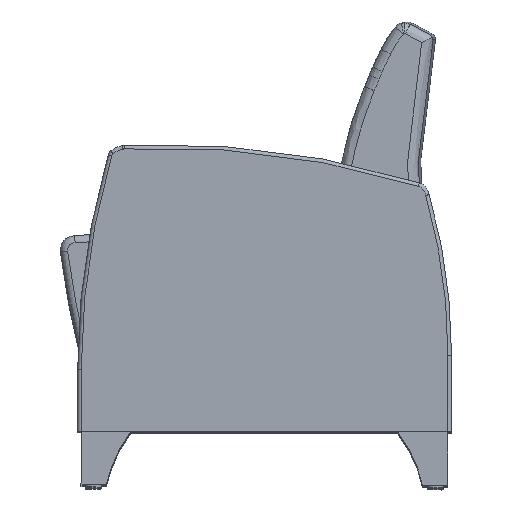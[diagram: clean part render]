
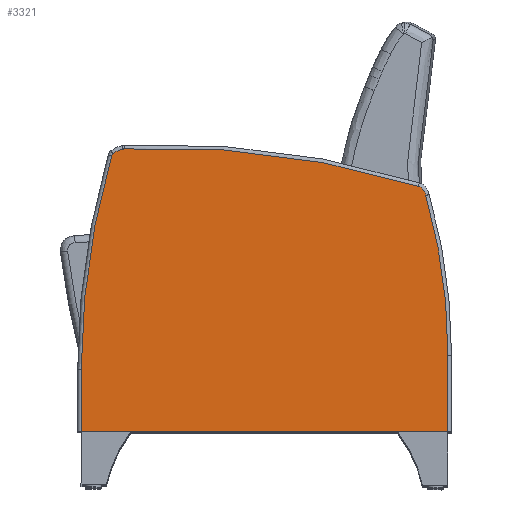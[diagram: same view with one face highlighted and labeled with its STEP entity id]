
A CAD part, top view. The second image highlights one B-rep face of the part: STEP entity #3321.
In plain terms, the highlighted planar face has unit normal (0, 0, 1).
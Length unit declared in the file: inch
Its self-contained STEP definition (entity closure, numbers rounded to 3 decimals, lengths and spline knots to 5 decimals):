
#489=LINE('',#8608,#593);
#491=LINE('',#8654,#595);
#507=LINE('',#8778,#611);
#593=VECTOR('',#4534,0.3937);
#595=VECTOR('',#4572,0.3937);
#611=VECTOR('',#4674,0.3937);
#662=PLANE('',#3766);
#884=FACE_OUTER_BOUND('',#1106,.T.);
#1106=EDGE_LOOP('',(#3066,#3067,#3068,#3069,#3070,#3071,#3072,#3073,#3074,
#3075));
#1290=CIRCLE('',#3697,0.25);
#1294=CIRCLE('',#3702,53.84447);
#1298=CIRCLE('',#3708,1.61874);
#1301=CIRCLE('',#3712,0.75);
#1304=CIRCLE('',#3716,59.75);
#1306=CIRCLE('',#3719,0.75);
#1309=CIRCLE('',#3724,40.58554);
#1587=VERTEX_POINT('',#8569);
#1588=VERTEX_POINT('',#8570);
#1592=VERTEX_POINT('',#8591);
#1594=VERTEX_POINT('',#8606);
#1595=VERTEX_POINT('',#8610);
#1597=VERTEX_POINT('',#8616);
#1599=VERTEX_POINT('',#8622);
#1602=VERTEX_POINT('',#8630);
#1603=VERTEX_POINT('',#8647);
#1606=VERTEX_POINT('',#8652);
#2042=EDGE_CURVE('',#1587,#1588,#1290,.T.);
#2048=EDGE_CURVE('',#1592,#1587,#1294,.T.);
#2051=EDGE_CURVE('',#1594,#1592,#489,.T.);
#2054=EDGE_CURVE('',#1588,#1595,#1298,.T.);
#2057=EDGE_CURVE('',#1595,#1597,#1301,.T.);
#2060=EDGE_CURVE('',#1597,#1599,#1304,.T.);
#2062=EDGE_CURVE('',#1599,#1602,#1306,.T.);
#2067=EDGE_CURVE('',#1606,#1603,#491,.T.);
#2068=EDGE_CURVE('',#1602,#1606,#1309,.T.);
#2109=EDGE_CURVE('',#1603,#1594,#507,.T.);
#3066=ORIENTED_EDGE('',*,*,#2051,.F.);
#3067=ORIENTED_EDGE('',*,*,#2109,.F.);
#3068=ORIENTED_EDGE('',*,*,#2067,.F.);
#3069=ORIENTED_EDGE('',*,*,#2068,.F.);
#3070=ORIENTED_EDGE('',*,*,#2062,.F.);
#3071=ORIENTED_EDGE('',*,*,#2060,.F.);
#3072=ORIENTED_EDGE('',*,*,#2057,.F.);
#3073=ORIENTED_EDGE('',*,*,#2054,.F.);
#3074=ORIENTED_EDGE('',*,*,#2042,.F.);
#3075=ORIENTED_EDGE('',*,*,#2048,.F.);
#3321=ADVANCED_FACE('',(#884),#662,.T.);
#3697=AXIS2_PLACEMENT_3D('',#8571,#4517,#4518);
#3702=AXIS2_PLACEMENT_3D('',#8602,#4527,#4528);
#3708=AXIS2_PLACEMENT_3D('',#8614,#4541,#4542);
#3712=AXIS2_PLACEMENT_3D('',#8620,#4549,#4550);
#3716=AXIS2_PLACEMENT_3D('',#8626,#4557,#4558);
#3719=AXIS2_PLACEMENT_3D('',#8631,#4563,#4564);
#3724=AXIS2_PLACEMENT_3D('',#8656,#4575,#4576);
#3766=AXIS2_PLACEMENT_3D('',#8779,#4675,#4676);
#4517=DIRECTION('center_axis',(0.,0.,-1.));
#4518=DIRECTION('ref_axis',(-0.844,0.537,0.));
#4527=DIRECTION('center_axis',(0.,0.,-1.));
#4528=DIRECTION('ref_axis',(-0.99,0.14,0.));
#4534=DIRECTION('',(0.,1.,0.));
#4541=DIRECTION('center_axis',(0.,0.,-1.));
#4542=DIRECTION('ref_axis',(-0.425,0.905,0.));
#4549=DIRECTION('center_axis',(0.,0.,-1.));
#4550=DIRECTION('ref_axis',(-0.128,0.992,0.));
#4557=DIRECTION('center_axis',(0.,0.,-1.));
#4558=DIRECTION('ref_axis',(0.124,0.992,0.));
#4563=DIRECTION('center_axis',(0.,0.,-1.));
#4564=DIRECTION('ref_axis',(0.761,0.649,0.));
#4572=DIRECTION('',(0.,-1.,0.));
#4575=DIRECTION('center_axis',(0.,0.,-1.));
#4576=DIRECTION('ref_axis',(0.99,0.139,0.));
#4674=DIRECTION('',(-1.,0.,0.));
#4675=DIRECTION('center_axis',(0.,0.,1.));
#4676=DIRECTION('ref_axis',(1.,0.,0.));
#8569=CARTESIAN_POINT('',(-12.3965,20.65936,2.75));
#8570=CARTESIAN_POINT('',(-12.30759,20.8021,2.75));
#8571=CARTESIAN_POINT('Origin',(-12.15221,20.60625,2.75));
#8591=CARTESIAN_POINT('',(-14.50196,5.72409,2.75));
#8602=CARTESIAN_POINT('Origin',(39.34251,5.74957,2.75));
#8606=CARTESIAN_POINT('',(-14.50196,1.38751,2.75));
#8608=CARTESIAN_POINT('',(-14.50196,5.41302,2.75));
#8610=CARTESIAN_POINT('',(-11.63546,21.11791,2.75));
#8614=CARTESIAN_POINT('Origin',(-11.3015,19.534,2.75));
#8616=CARTESIAN_POINT('',(-11.51791,21.13312,2.75));
#8620=CARTESIAN_POINT('Origin',(-11.48073,20.38404,2.75));
#8622=CARTESIAN_POINT('',(9.03893,18.55741,2.75));
#8626=CARTESIAN_POINT('Origin',(-8.55543,-38.54339,2.75));
#8630=CARTESIAN_POINT('',(9.56287,17.92892,2.75));
#8631=CARTESIAN_POINT('Origin',(8.81808,17.84066,2.75));
#8647=CARTESIAN_POINT('',(11.14024,1.38751,2.75));
#8652=CARTESIAN_POINT('',(11.14024,6.72403,2.75));
#8654=CARTESIAN_POINT('',(11.14024,8.58129,2.75));
#8656=CARTESIAN_POINT('Origin',(-29.4453,6.72403,2.75));
#8778=CARTESIAN_POINT('',(12.28079,1.38751,2.75));
#8779=CARTESIAN_POINT('Origin',(-1.61059,10.43854,2.75));
